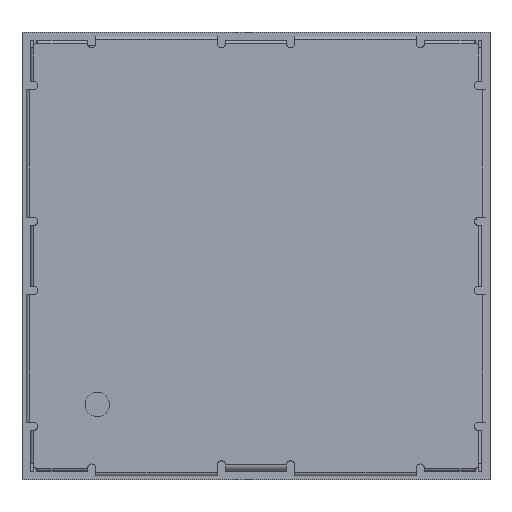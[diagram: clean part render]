
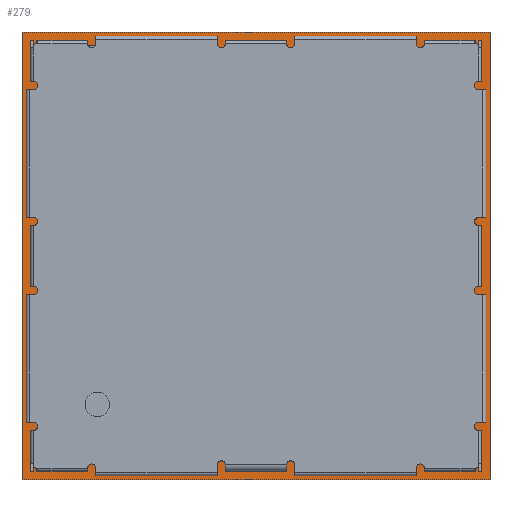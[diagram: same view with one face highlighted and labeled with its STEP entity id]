
A CAD part, top view. The second image highlights one B-rep face of the part: STEP entity #279.
In plain terms, the highlighted planar face has unit normal (0, 0, 1).
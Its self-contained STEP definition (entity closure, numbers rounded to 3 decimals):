
#92=DIRECTION('',(1.,0.,0.));
#93=VECTOR('',#92,23.);
#94=CARTESIAN_POINT('',(0.,0.,0.8));
#95=LINE('',#94,#93);
#99=DIRECTION('',(0.,-1.,0.));
#100=VECTOR('',#99,22.);
#101=CARTESIAN_POINT('',(0.,22.,0.8));
#102=LINE('',#101,#100);
#106=DIRECTION('',(-1.,0.,0.));
#107=VECTOR('',#106,23.);
#108=CARTESIAN_POINT('',(23.,22.,0.8));
#109=LINE('',#108,#107);
#113=DIRECTION('',(0.,1.,0.));
#114=VECTOR('',#113,22.);
#115=CARTESIAN_POINT('',(23.,0.,0.8));
#116=LINE('',#115,#114);
#128=CARTESIAN_POINT('',(0.,0.,0.8));
#129=CARTESIAN_POINT('',(23.,0.,0.8));
#130=VERTEX_POINT('',#128);
#131=VERTEX_POINT('',#129);
#132=CARTESIAN_POINT('',(23.,22.,0.8));
#133=VERTEX_POINT('',#132);
#134=CARTESIAN_POINT('',(0.,22.,0.8));
#135=VERTEX_POINT('',#134);
#268=CARTESIAN_POINT('',(0.,0.,0.8));
#269=DIRECTION('',(0.,0.,1.));
#270=DIRECTION('',(1.,0.,0.));
#271=AXIS2_PLACEMENT_3D('',#268,#269,#270);
#272=PLANE('',#271);
#273=ORIENTED_EDGE('',*,*,#172,.F.);
#274=ORIENTED_EDGE('',*,*,#199,.F.);
#275=ORIENTED_EDGE('',*,*,#225,.F.);
#276=ORIENTED_EDGE('',*,*,#250,.F.);
#277=EDGE_LOOP('',(#273,#274,#275,#276));
#278=FACE_OUTER_BOUND('',#277,.F.);
#279=ADVANCED_FACE('',(#278),#272,.T.);
#172=EDGE_CURVE('',#130,#131,#95,.T.);
#199=EDGE_CURVE('',#135,#130,#102,.T.);
#225=EDGE_CURVE('',#133,#135,#109,.T.);
#250=EDGE_CURVE('',#131,#133,#116,.T.);
